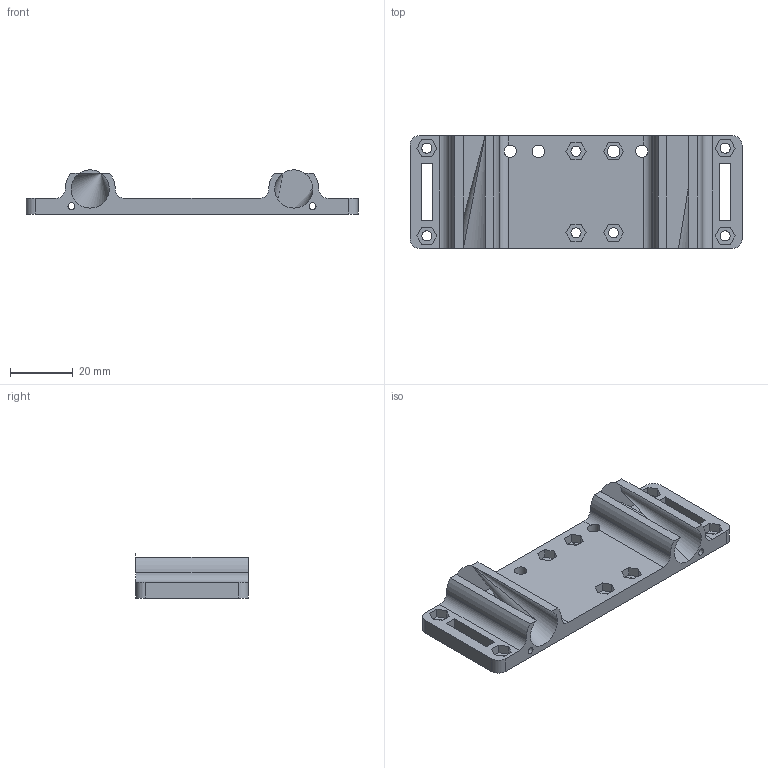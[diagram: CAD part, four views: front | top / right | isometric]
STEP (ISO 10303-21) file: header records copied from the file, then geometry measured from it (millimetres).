
FILE_DESCRIPTION(('FreeCAD Model'),'2;1');
FILE_NAME('Open CASCADE Shape Model','2021-12-31T21:01:12',('Author'),( ''),'Open CASCADE STEP processor 7.5','FreeCAD','Unknown');
FILE_SCHEMA(('AUTOMOTIVE_DESIGN { 1 0 10303 214 1 1 1 1 }'));
Length unit declared in the file: millimetre
Products named in the file (1): frog
Bounding box: 106 x 36 x 14.08 mm (x, y, z)
Volume: 19536.5 mm3; surface area: 13050.3 mm2
Topology: 1 solids, 1 shells, 103 faces, 288 edges, 193 vertices
Faces by surface type: plane 76, cylinder 27
Full cylindrical faces by diameter (mm): 2.2 x2, 3.2 x7, 4 x4, 12.2 x1
Entity records: 7509 total; most frequent: CARTESIAN_POINT 1669, DIRECTION 1074, LINE 721, VECTOR 721, ORIENTED_EDGE 578, PCURVE 578, DEFINITIONAL_REPRESENTATION 578, EDGE_CURVE 289
